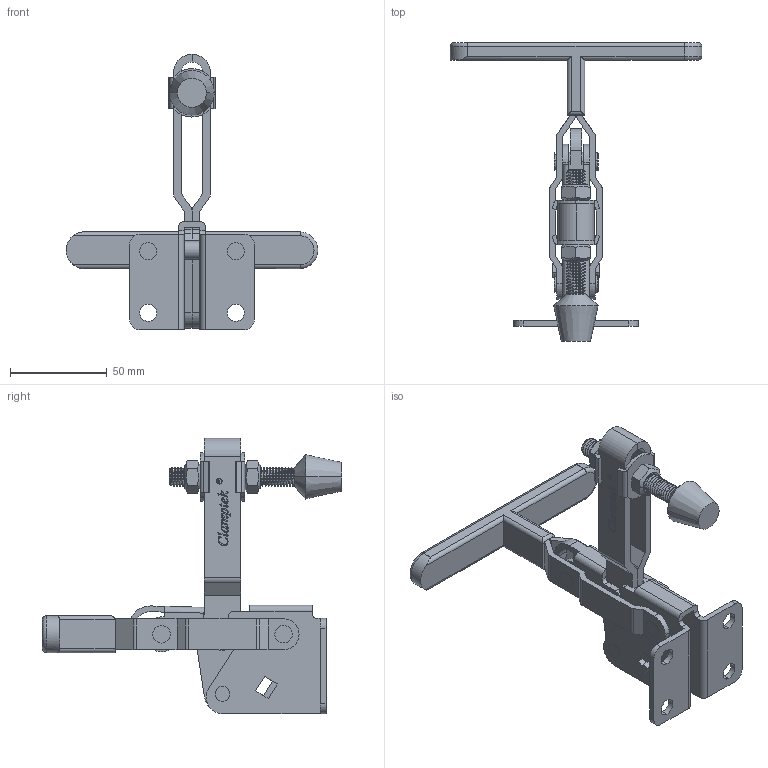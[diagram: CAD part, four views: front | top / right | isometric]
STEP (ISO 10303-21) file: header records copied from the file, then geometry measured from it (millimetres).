
FILE_DESCRIPTION (( 'STEP AP203' ), '1' );
FILE_NAME ('CH-12285.STEP', '2017-11-09T03:13:43', ( 'Windows' ), ( 'Microsoft' ), 'SwSTEP 2.0', 'SolidWorks 2015', '' );
FILE_SCHEMA (( 'CONFIG_CONTROL_DESIGN' ));
Length unit declared in the file: millimetre
Products named in the file (12): CH-12265-06; T-HANDLE; CH-12265-04 CONNECTING-PLATE; CH-12265-01 FLANGED BASE; CH-12265-09; CH-12285-02 UBAR; CH-FW-380; CH-FC-38312 SPINDLE SUPPLIED; CH-12285; CH-FC-38312 NUT; CH-12265-05; CH-12265-08
Assembly tree (17 placements, depth 2):
  CH-12285
    CH-12265-01 FLANGED BASE
    CH-12285-02 UBAR
    CH-FC-38312 SPINDLE SUPPLIED
    CH-FC-38312 NUT  x2
    CH-12265-05  x2
    CH-12265-08  x2
    CH-12265-06  x2
    T-HANDLE
    CH-12265-04 CONNECTING-PLATE
    CH-12265-09  x2
    CH-FW-380  x2
Bounding box: 130.03 x 154.47 x 142.2 mm (x, y, z)
Volume: 104250.3 mm3; surface area: 67862.6 mm2
Topology: 18 solids, 19 shells, 873 faces, 2333 edges, 1526 vertices
Faces by surface type: plane 322, cylinder 266, bspline 184, cone 95, torus 3, sphere 3
Entity records: 37765 total; most frequent: CARTESIAN_POINT 18303, ORIENTED_EDGE 4210, DIRECTION 3056, EDGE_CURVE 2105, VERTEX_POINT 1382, LINE 1140, VECTOR 1140, AXIS2_PLACEMENT_3D 958
